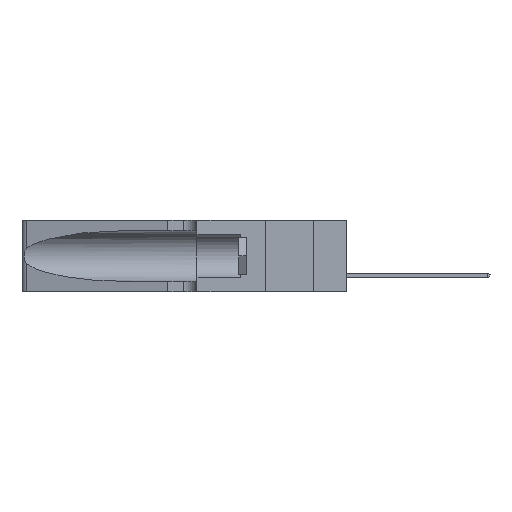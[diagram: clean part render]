
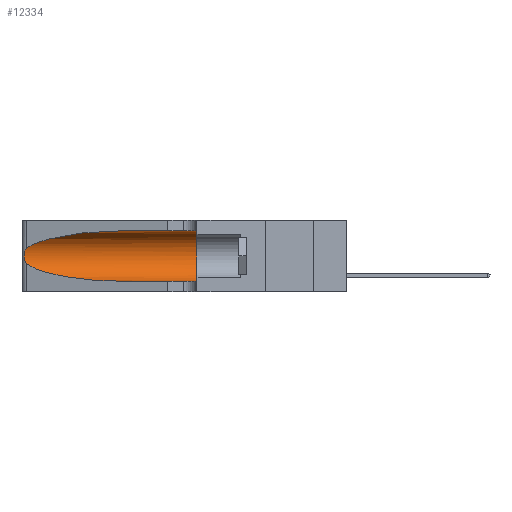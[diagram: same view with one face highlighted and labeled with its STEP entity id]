
A CAD part, left-side view. The second image highlights one B-rep face of the part: STEP entity #12334.
In plain terms, the highlighted cylindrical face has radius 3.308 mm (diameter 6.617 mm), a partial arc.
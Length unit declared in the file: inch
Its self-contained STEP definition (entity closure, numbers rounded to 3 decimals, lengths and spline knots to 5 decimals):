
#1695 = EDGE_LOOP ( 'NONE', ( #7258, #10374, #2856, #10945, #5539, #31799 ) ) ;
#2856 = ORIENTED_EDGE ( 'NONE', *, *, #7173, .T. ) ;
#4094 = CARTESIAN_POINT ( 'NONE',  ( 0.25487, 1.22718, 0.22369 ) ) ;
#5484 = DIRECTION ( 'NONE',  ( 0., -1., 0. ) ) ;
#5538 = CARTESIAN_POINT ( 'NONE',  ( 0.25487, 1.22718, 0.14631 ) ) ;
#5539 = ORIENTED_EDGE ( 'NONE', *, *, #23816, .F. ) ;
#5801 = DIRECTION ( 'NONE',  ( 0., -1., 0. ) ) ;
#6334 = CARTESIAN_POINT ( 'NONE',  ( 0.26018, 1.23835, 0.19895 ) ) ;
#7093 = EDGE_CURVE ( 'NONE', #32816, #28069, #21604, .T. ) ;
#7173 = EDGE_CURVE ( 'NONE', #7951, #22192, #18430, .T. ) ;
#7258 = ORIENTED_EDGE ( 'NONE', *, *, #7093, .T. ) ;
#7598 = B_SPLINE_CURVE_WITH_KNOTS ( 'NONE', 3,
 ( #39208, #29213, #26059, #19742, #12824, #6334, #39069, #19604, #19466, #26484, #39490, #36200, #23049, #22763 ),
 .UNSPECIFIED., .F., .F.,
 ( 4, 2, 2, 2, 2, 2, 4 ),
 ( 0., 0.00027, 0.00053, 0.00107, 0.0016, 0.00187, 0.00214 ),
 .UNSPECIFIED. ) ;
#7951 = VERTEX_POINT ( 'NONE', #5538 ) ;
#9692 = CARTESIAN_POINT ( 'NONE',  ( 0.1305, 0.35, 0.185 ) ) ;
#9750 = CIRCLE ( 'NONE', #16149, 0.13025 ) ;
#10374 = ORIENTED_EDGE ( 'NONE', *, *, #38561, .T. ) ;
#10750 = CARTESIAN_POINT ( 'NONE',  ( 0.1305, 0.72297, 0.31525 ) ) ;
#10945 = ORIENTED_EDGE ( 'NONE', *, *, #25558, .T. ) ;
#12334 = ADVANCED_FACE ( 'NONE', ( #34763 ), #36855, .F. ) ;
#12824 = CARTESIAN_POINT ( 'NONE',  ( 0.25854, 1.2359, 0.20912 ) ) ;
#13419 = DIRECTION ( 'NONE',  ( 0., 0., 1. ) ) ;
#15522 = DIRECTION ( 'NONE',  ( 0., -1., 0. ) ) ;
#15670 = CARTESIAN_POINT ( 'NONE',  ( 0.1305, 1.61858, 0.05475 ) ) ;
#15884 = CARTESIAN_POINT ( 'NONE',  ( 0.1305, 1.61858, 0.185 ) ) ;
#16149 = AXIS2_PLACEMENT_3D ( 'NONE', #9692, #19619, #13419 ) ;
#17457 = CARTESIAN_POINT ( 'NONE',  ( 0.25487, 1.22718, 0.14631 ) ) ;
#17603 = CARTESIAN_POINT ( 'NONE',  ( 0.2373, 1.15595, 0.28018 ) ) ;
#18430 =( BOUNDED_CURVE ( )  B_SPLINE_CURVE ( 3, ( #17457, #40093, #27089, #33921 ),
 .UNSPECIFIED., .F., .T. ) 
 B_SPLINE_CURVE_WITH_KNOTS ( ( 4, 4 ),
 ( 3.44316, 4.71239 ),
 .UNSPECIFIED. ) 
 CURVE ( )  GEOMETRIC_REPRESENTATION_ITEM ( )  RATIONAL_B_SPLINE_CURVE ( ( 1., 0.87, 0.87, 1. ) ) 
 REPRESENTATION_ITEM ( '' )  );
#19466 = CARTESIAN_POINT ( 'NONE',  ( 0.26017, 1.23833, 0.17102 ) ) ;
#19604 = CARTESIAN_POINT ( 'NONE',  ( 0.26075, 1.23896, 0.178 ) ) ;
#19619 = DIRECTION ( 'NONE',  ( 0., 1., 0. ) ) ;
#19742 = CARTESIAN_POINT ( 'NONE',  ( 0.25787, 1.23484, 0.2124 ) ) ;
#19819 = EDGE_CURVE ( 'NONE', #32816, #22002, #32162, .T. ) ;
#20910 = CARTESIAN_POINT ( 'NONE',  ( 0.1305, 0.72297, 0.31525 ) ) ;
#21604 =( BOUNDED_CURVE ( )  B_SPLINE_CURVE ( 3, ( #20910, #36951, #17603, #40235 ),
 .UNSPECIFIED., .F., .F. ) 
 B_SPLINE_CURVE_WITH_KNOTS ( ( 4, 4 ),
 ( 1.5708, 2.84003 ),
 .UNSPECIFIED. ) 
 CURVE ( )  GEOMETRIC_REPRESENTATION_ITEM ( )  RATIONAL_B_SPLINE_CURVE ( ( 1., 0.87, 0.87, 1. ) ) 
 REPRESENTATION_ITEM ( '' )  );
#22002 = VERTEX_POINT ( 'NONE', #39063 ) ;
#22192 = VERTEX_POINT ( 'NONE', #26322 ) ;
#22763 = CARTESIAN_POINT ( 'NONE',  ( 0.25487, 1.22718, 0.14631 ) ) ;
#23049 = CARTESIAN_POINT ( 'NONE',  ( 0.25555, 1.22993, 0.14849 ) ) ;
#23816 = EDGE_CURVE ( 'NONE', #22002, #41509, #9750, .T. ) ;
#25420 = DIRECTION ( 'NONE',  ( 0., 0., -1. ) ) ;
#25482 = VECTOR ( 'NONE', #15522, 39.37008 ) ;
#25558 = EDGE_CURVE ( 'NONE', #22192, #41509, #27572, .T. ) ;
#26059 = CARTESIAN_POINT ( 'NONE',  ( 0.25639, 1.23184, 0.21858 ) ) ;
#26322 = CARTESIAN_POINT ( 'NONE',  ( 0.1305, 0.72297, 0.05475 ) ) ;
#26484 = CARTESIAN_POINT ( 'NONE',  ( 0.25856, 1.23593, 0.16098 ) ) ;
#27089 = CARTESIAN_POINT ( 'NONE',  ( 0.18966, 0.96281, 0.05475 ) ) ;
#27572 = LINE ( 'NONE', #15670, #25482 ) ;
#28069 = VERTEX_POINT ( 'NONE', #4094 ) ;
#29213 = CARTESIAN_POINT ( 'NONE',  ( 0.25555, 1.22994, 0.2215 ) ) ;
#31799 = ORIENTED_EDGE ( 'NONE', *, *, #19819, .F. ) ;
#32162 = LINE ( 'NONE', #41520, #36269 ) ;
#32816 = VERTEX_POINT ( 'NONE', #10750 ) ;
#33921 = CARTESIAN_POINT ( 'NONE',  ( 0.1305, 0.72297, 0.05475 ) ) ;
#34763 = FACE_OUTER_BOUND ( 'NONE', #1695, .T. ) ;
#35384 = CARTESIAN_POINT ( 'NONE',  ( 0.1305, 0.35, 0.05475 ) ) ;
#36200 = CARTESIAN_POINT ( 'NONE',  ( 0.25639, 1.23186, 0.15144 ) ) ;
#36269 = VECTOR ( 'NONE', #5484, 39.37008 ) ;
#36855 = CYLINDRICAL_SURFACE ( 'NONE', #38390, 0.13025 ) ;
#36951 = CARTESIAN_POINT ( 'NONE',  ( 0.18966, 0.96281, 0.31525 ) ) ;
#38390 = AXIS2_PLACEMENT_3D ( 'NONE', #15884, #5801, #25420 ) ;
#38561 = EDGE_CURVE ( 'NONE', #28069, #7951, #7598, .T. ) ;
#39063 = CARTESIAN_POINT ( 'NONE',  ( 0.1305, 0.35, 0.31525 ) ) ;
#39069 = CARTESIAN_POINT ( 'NONE',  ( 0.26075, 1.23896, 0.19203 ) ) ;
#39208 = CARTESIAN_POINT ( 'NONE',  ( 0.25487, 1.22718, 0.22369 ) ) ;
#39490 = CARTESIAN_POINT ( 'NONE',  ( 0.25789, 1.23486, 0.15765 ) ) ;
#40093 = CARTESIAN_POINT ( 'NONE',  ( 0.2373, 1.15595, 0.08982 ) ) ;
#40235 = CARTESIAN_POINT ( 'NONE',  ( 0.25487, 1.22718, 0.22369 ) ) ;
#41509 = VERTEX_POINT ( 'NONE', #35384 ) ;
#41520 = CARTESIAN_POINT ( 'NONE',  ( 0.1305, 1.61858, 0.31525 ) ) ;
